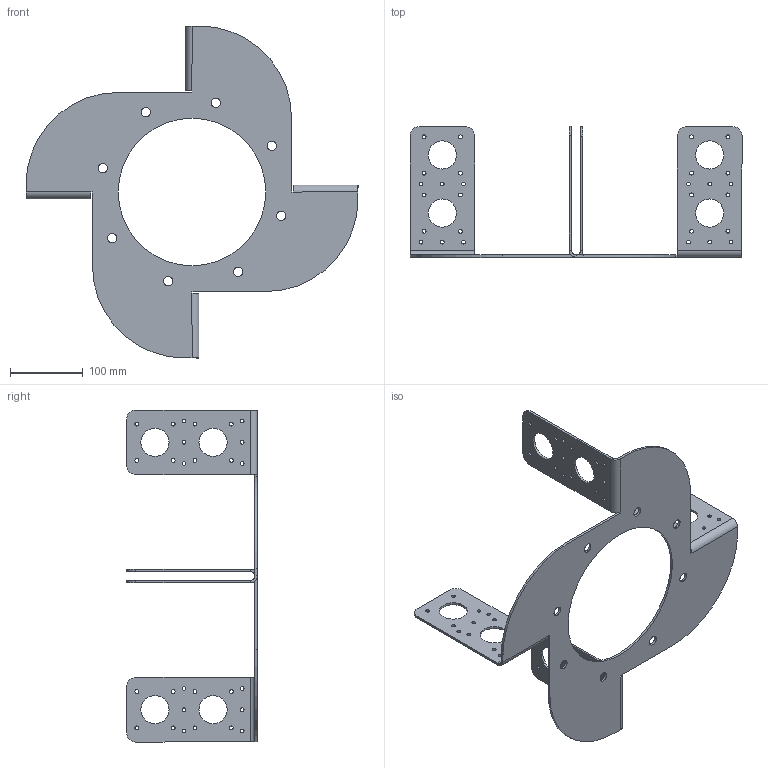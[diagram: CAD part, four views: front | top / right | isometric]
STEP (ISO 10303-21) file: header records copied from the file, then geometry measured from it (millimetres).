
FILE_DESCRIPTION (( 'STEP AP214' ), '1' );
FILE_NAME ('Motor Mount Plate.STEP', '2020-04-07T16:43:07', ( '' ), ( '' ), 'SwSTEP 2.0', 'SolidWorks 2019', '' );
FILE_SCHEMA (( 'AUTOMOTIVE_DESIGN' ));
Length unit declared in the file: inch
Products named in the file (1): Motor Mount Plate
Bounding box: 457.2 x 179.95 x 457.2 mm (x, y, z)
Volume: 429690.8 mm3; surface area: 283467 mm2
Topology: 1 solids, 1 shells, 208 faces, 586 edges, 380 vertices
Faces by surface type: cylinder 166, plane 42
Entity records: 7198 total; most frequent: DIRECTION 1336, CARTESIAN_POINT 1175, ORIENTED_EDGE 1172, EDGE_CURVE 586, AXIS2_PLACEMENT_3D 541, VERTEX_POINT 380, EDGE_LOOP 354, CIRCLE 332
